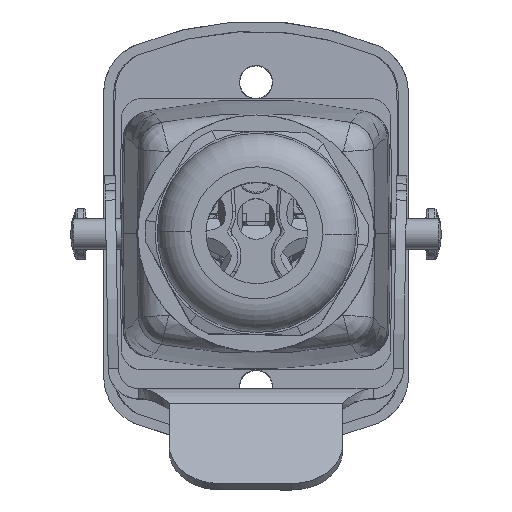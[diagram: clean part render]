
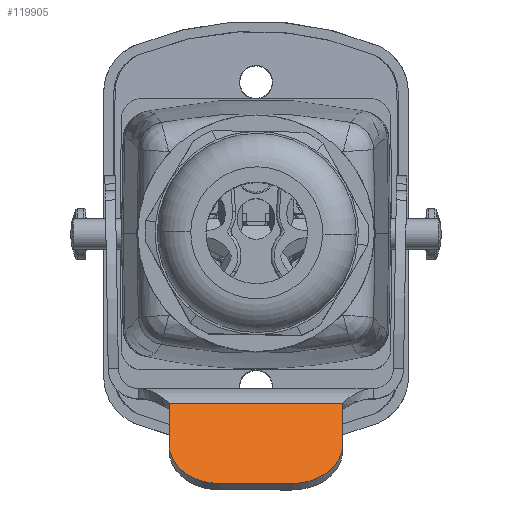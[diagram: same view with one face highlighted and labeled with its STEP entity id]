
A CAD part, top view. The second image highlights one B-rep face of the part: STEP entity #119905.
In plain terms, the highlighted planar face has unit normal (0, 0.643, 0.766).
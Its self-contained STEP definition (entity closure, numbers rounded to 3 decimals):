
#119851=AXIS2_PLACEMENT_3D('Plane Axis2P3D',#119848,#119849,#119850) ;
#119166=CARTESIAN_POINT('Vertex',(26.773,8.571,48.964)) ;
#119458=CARTESIAN_POINT('Line Origine',(26.773,6.522,50.684)) ;
#119462=CARTESIAN_POINT('Vertex',(26.773,4.473,52.403)) ;
#119513=CARTESIAN_POINT('Vertex',(9.7,8.571,48.964)) ;
#119516=CARTESIAN_POINT('Line Origine',(24.005,8.571,48.964)) ;
#119848=CARTESIAN_POINT('Axis2P3D Location',(24.005,8.571,48.964)) ;
#119853=CARTESIAN_POINT('Line Origine',(9.7,6.522,50.684)) ;
#119857=CARTESIAN_POINT('Vertex',(9.7,4.473,52.403)) ;
#119861=CARTESIAN_POINT('Control Point',(9.7,4.473,52.403)) ;
#119862=CARTESIAN_POINT('Control Point',(9.7,4.054,52.755)) ;
#119863=CARTESIAN_POINT('Control Point',(9.775,3.634,53.107)) ;
#119864=CARTESIAN_POINT('Control Point',(9.925,3.225,53.45)) ;
#119865=CARTESIAN_POINT('Control Point',(10.367,2.449,54.101)) ;
#119866=CARTESIAN_POINT('Control Point',(11.065,1.793,54.652)) ;
#119867=CARTESIAN_POINT('Control Point',(11.472,1.503,54.895)) ;
#119868=CARTESIAN_POINT('Control Point',(12.317,1.049,55.276)) ;
#119869=CARTESIAN_POINT('Control Point',(13.282,0.773,55.508)) ;
#119870=CARTESIAN_POINT('Control Point',(13.749,0.686,55.581)) ;
#119871=CARTESIAN_POINT('Control Point',(14.225,0.643,55.617)) ;
#119872=CARTESIAN_POINT('Control Point',(14.7,0.643,55.617)) ;
#119873=CARTESIAN_POINT('Vertex',(14.7,0.643,55.617)) ;
#119876=CARTESIAN_POINT('Line Origine',(18.237,0.643,55.617)) ;
#119880=CARTESIAN_POINT('Vertex',(21.773,0.643,55.617)) ;
#119884=CARTESIAN_POINT('Control Point',(21.773,0.643,55.617)) ;
#119885=CARTESIAN_POINT('Control Point',(22.321,0.643,55.617)) ;
#119886=CARTESIAN_POINT('Control Point',(22.868,0.7,55.569)) ;
#119887=CARTESIAN_POINT('Control Point',(23.402,0.815,55.472)) ;
#119888=CARTESIAN_POINT('Control Point',(24.415,1.154,55.188)) ;
#119889=CARTESIAN_POINT('Control Point',(25.272,1.689,54.739)) ;
#119890=CARTESIAN_POINT('Control Point',(25.65,2.,54.478)) ;
#119891=CARTESIAN_POINT('Control Point',(26.244,2.648,53.935)) ;
#119892=CARTESIAN_POINT('Control Point',(26.604,3.387,53.314)) ;
#119893=CARTESIAN_POINT('Control Point',(26.717,3.745,53.014)) ;
#119894=CARTESIAN_POINT('Control Point',(26.773,4.109,52.709)) ;
#119895=CARTESIAN_POINT('Control Point',(26.773,4.473,52.403)) ;
#119459=DIRECTION('Vector Direction',(0.,-0.766,0.643)) ;
#119517=DIRECTION('Vector Direction',(-1.,0.,0.)) ;
#119849=DIRECTION('Axis2P3D Direction',(0.,0.643,0.766)) ;
#119850=DIRECTION('Axis2P3D XDirection',(-1.,0.,0.)) ;
#119854=DIRECTION('Vector Direction',(0.,-0.766,0.643)) ;
#119877=DIRECTION('Vector Direction',(-1.,0.,0.)) ;
#119460=VECTOR('Line Direction',#119459,1.) ;
#119518=VECTOR('Line Direction',#119517,1.) ;
#119855=VECTOR('Line Direction',#119854,1.) ;
#119878=VECTOR('Line Direction',#119877,1.) ;
#119898=ORIENTED_EDGE('',*,*,#119520,.F.) ;
#119899=ORIENTED_EDGE('',*,*,#119859,.T.) ;
#119900=ORIENTED_EDGE('',*,*,#119875,.T.) ;
#119901=ORIENTED_EDGE('',*,*,#119882,.T.) ;
#119902=ORIENTED_EDGE('',*,*,#119896,.F.) ;
#119903=ORIENTED_EDGE('',*,*,#119464,.F.) ;
#119905=ADVANCED_FACE('1497600000.1.2',(#119904),#119852,.T.) ;
#119860=B_SPLINE_CURVE_WITH_KNOTS('',5,(#119861,#119862,#119863,#119864,#119865,#119866,#119867,#119868,#119869,#119870,#119871,#119872),.UNSPECIFIED.,.F.,.U.,(6,3,3,6),(0.,3.883,7.767,11.139),.UNSPECIFIED.) ;
#119883=B_SPLINE_CURVE_WITH_KNOTS('',5,(#119884,#119885,#119886,#119887,#119888,#119889,#119890,#119891,#119892,#119893,#119894,#119895),.UNSPECIFIED.,.F.,.U.,(6,3,3,6),(0.,3.883,7.767,11.139),.UNSPECIFIED.) ;
#119464=EDGE_CURVE('',#119167,#119463,#119461,.T.) ;
#119520=EDGE_CURVE('',#119514,#119167,#119519,.F.) ;
#119859=EDGE_CURVE('',#119514,#119858,#119856,.T.) ;
#119875=EDGE_CURVE('',#119858,#119874,#119860,.T.) ;
#119882=EDGE_CURVE('',#119874,#119881,#119879,.F.) ;
#119896=EDGE_CURVE('',#119463,#119881,#119883,.F.) ;
#119897=EDGE_LOOP('',(#119898,#119899,#119900,#119901,#119902,#119903)) ;
#119904=FACE_OUTER_BOUND('',#119897,.T.) ;
#119461=LINE('Line',#119458,#119460) ;
#119519=LINE('Line',#119516,#119518) ;
#119856=LINE('Line',#119853,#119855) ;
#119879=LINE('Line',#119876,#119878) ;
#119852=PLANE('',#119851) ;
#119167=VERTEX_POINT('',#119166) ;
#119463=VERTEX_POINT('',#119462) ;
#119514=VERTEX_POINT('',#119513) ;
#119858=VERTEX_POINT('',#119857) ;
#119874=VERTEX_POINT('',#119873) ;
#119881=VERTEX_POINT('',#119880) ;
